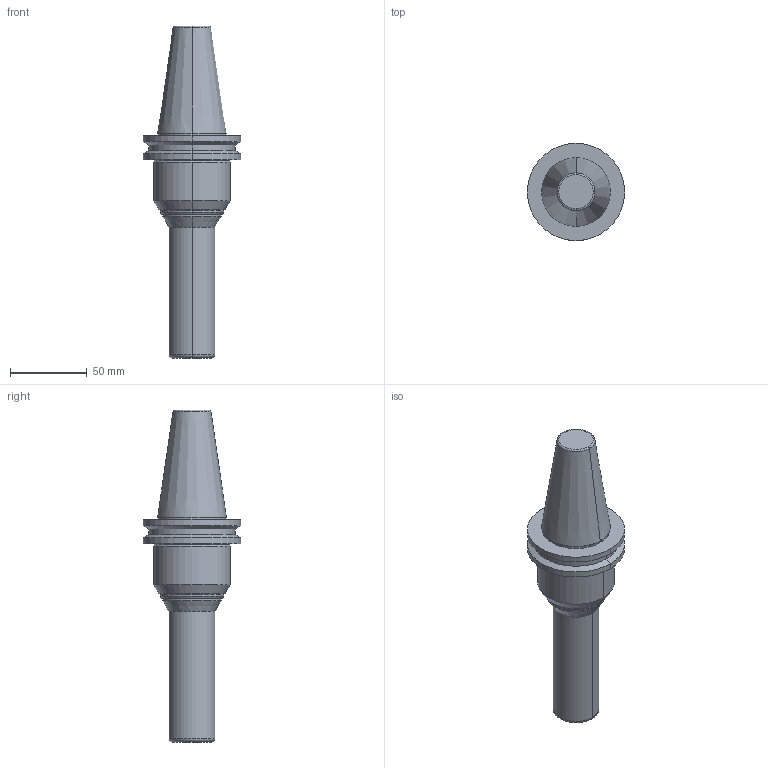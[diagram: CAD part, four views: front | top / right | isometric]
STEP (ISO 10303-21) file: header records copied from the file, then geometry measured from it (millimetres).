
FILE_DESCRIPTION (( 'STEP AP214' ), '1' );
FILE_NAME ('300 914Z 240 0_00.STEP', '2014-07-07T14:11:27', ( '' ), ( '' ), 'SwSTEP 2.0', 'SolidWorks 2012', '' );
FILE_SCHEMA (( 'AUTOMOTIVE_DESIGN' ));
Length unit declared in the file: millimetre
Products named in the file (1): 300 914Z 240 0_00
Bounding box: 63.55 x 63.55 x 216.9 mm (x, y, z)
Volume: 251612.3 mm3; surface area: 30764.4 mm2
Topology: 1 solids, 1 shells, 48 faces, 94 edges, 54 vertices
Faces by surface type: cone 16, cylinder 16, torus 8, plane 8
Entity records: 1266 total; most frequent: DIRECTION 254, CARTESIAN_POINT 197, ORIENTED_EDGE 188, AXIS2_PLACEMENT_3D 111, EDGE_CURVE 94, CIRCLE 62, VERTEX_POINT 54, EDGE_LOOP 54
